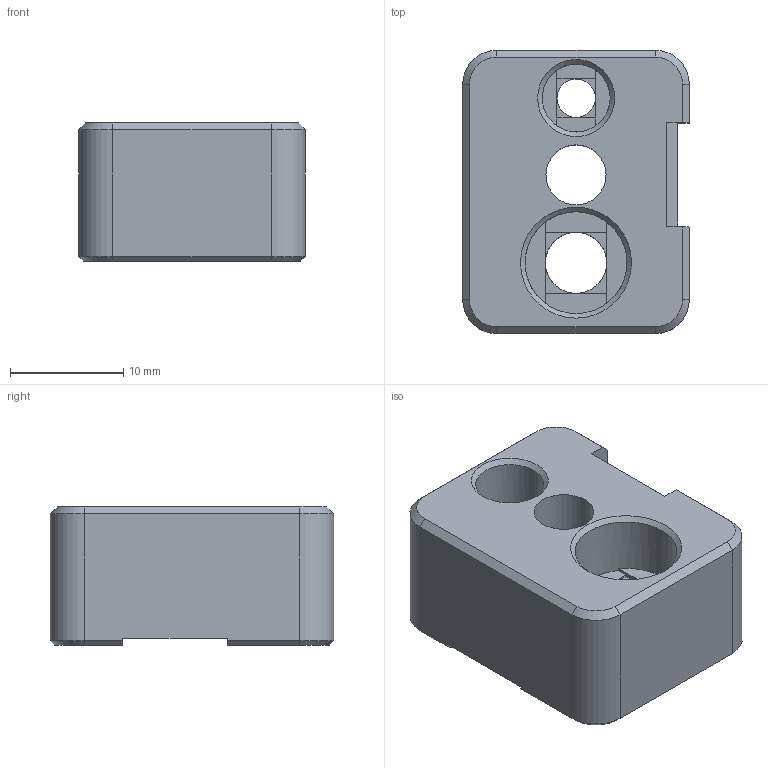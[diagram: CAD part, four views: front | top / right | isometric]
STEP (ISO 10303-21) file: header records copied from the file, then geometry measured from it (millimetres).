
FILE_DESCRIPTION(/* description */ (''),/* implementation_level */ '2;1');
FILE_NAME(/* name */ 'Pulley Adapter (BFI) v2.step',/* time_stamp */ '2024-09-27T21:35:20-05:00',/* author */ (''),/* organization */ (''),/* preprocessor_version */ 'ST-DEVELOPER v20',/* originating_system */ 'Autodesk Translation Framework v13.14.0.145',/* authorisation */ '');
FILE_SCHEMA (('AUTOMOTIVE_DESIGN { 1 0 10303 214 3 1 1 }'));
Length unit declared in the file: millimetre
Products named in the file (1): Pulley Adapter (BFI)
Bounding box: 20 x 25 x 12.2 mm (x, y, z)
Volume: 4598.9 mm3; surface area: 2552.8 mm2
Topology: 1 solids, 1 shells, 79 faces, 205 edges, 127 vertices
Faces by surface type: plane 58, cone 12, cylinder 9
Full cylindrical faces by diameter (mm): 3.4 x1, 5.3 x1, 5.4 x1, 6 x1, 9 x1
Entity records: 2474 total; most frequent: CARTESIAN_POINT 416, ORIENTED_EDGE 410, DIRECTION 409, EDGE_CURVE 205, LINE 157, VECTOR 157, VERTEX_POINT 127, AXIS2_PLACEMENT_3D 126
